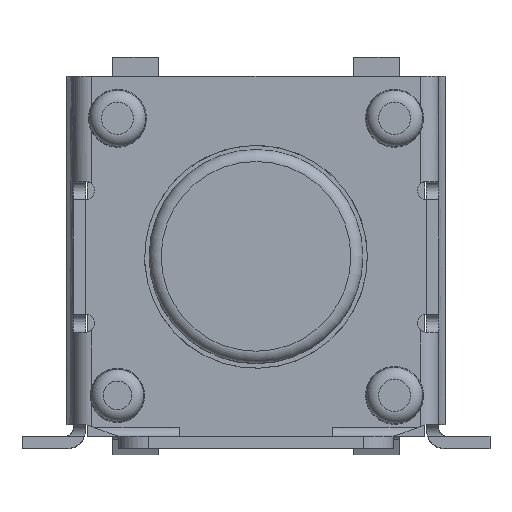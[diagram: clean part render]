
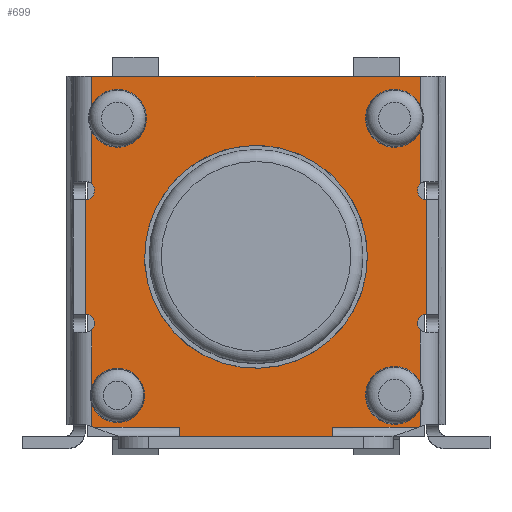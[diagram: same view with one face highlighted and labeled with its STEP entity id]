
A CAD part, top view. The second image highlights one B-rep face of the part: STEP entity #699.
In plain terms, the highlighted planar face has unit normal (0, 0, 1).
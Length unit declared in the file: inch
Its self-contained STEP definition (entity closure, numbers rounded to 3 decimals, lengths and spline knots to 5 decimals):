
#230=CARTESIAN_POINT('',(0.11142,-0.0374,0.1063));
#231=VERTEX_POINT('',#230);
#238=CARTESIAN_POINT('',(0.10748,-0.04771,0.1063));
#239=VERTEX_POINT('',#238);
#240=CARTESIAN_POINT('',(0.11142,-0.04331,0.1063));
#241=DIRECTION('',(0.0,0.0,-1.0));
#242=DIRECTION('',(0.0,1.0,0.0));
#243=AXIS2_PLACEMENT_3D('',#240,#241,#242);
#244=CIRCLE('',#243,0.00591);
#245=EDGE_CURVE('',#239,#231,#244,.T.);
#369=CARTESIAN_POINT('',(-0.10605,-0.11142,0.1063));
#370=VERTEX_POINT('',#369);
#378=CARTESIAN_POINT('',(-0.10748,-0.11089,0.1063));
#379=VERTEX_POINT('',#378);
#380=CARTESIAN_POINT('',(-0.10748,-0.11089,0.1063));
#381=DIRECTION('',(0.939,-0.345,0.0));
#382=VECTOR('',#381,0.00152);
#383=LINE('',#380,#382);
#384=EDGE_CURVE('',#379,#370,#383,.T.);
#446=CARTESIAN_POINT('',(-0.11142,0.0374,0.1063));
#447=VERTEX_POINT('',#446);
#454=CARTESIAN_POINT('',(-0.10748,0.04771,0.1063));
#455=VERTEX_POINT('',#454);
#456=CARTESIAN_POINT('',(-0.11142,0.04331,0.1063));
#457=DIRECTION('',(0.0,0.0,-1.0));
#458=DIRECTION('',(0.0,-1.0,0.0));
#459=AXIS2_PLACEMENT_3D('',#456,#457,#458);
#460=CIRCLE('',#459,0.00591);
#461=EDGE_CURVE('',#455,#447,#460,.T.);
#494=CARTESIAN_POINT('',(-0.12256,-0.13665,0.1063));
#495=DIRECTION('',(0.0,0.0,1.0));
#496=DIRECTION('',(1.0,0.0,0.0));
#497=AXIS2_PLACEMENT_3D('',#494,#495,#496);
#498=PLANE('',#497);
#499=CARTESIAN_POINT('',(0.10748,0.0821,0.1063));
#500=VERTEX_POINT('',#499);
#501=CARTESIAN_POINT('',(0.10748,0.099,0.1063));
#502=VERTEX_POINT('',#501);
#503=CARTESIAN_POINT('',(0.09055,0.09055,0.1063));
#504=DIRECTION('',(0.0,0.0,-1.0));
#505=DIRECTION('',(-1.0,0.0,0.0));
#506=AXIS2_PLACEMENT_3D('',#503,#504,#505);
#507=CIRCLE('',#506,0.01892);
#508=EDGE_CURVE('',#500,#502,#507,.T.);
#509=ORIENTED_EDGE('',*,*,#508,.T.);
#510=CARTESIAN_POINT('',(0.10748,0.11811,0.1063));
#511=VERTEX_POINT('',#510);
#512=CARTESIAN_POINT('',(0.10748,0.11811,0.1063));
#513=DIRECTION('',(0.0,-1.0,0.0));
#514=VECTOR('',#513,0.01911);
#515=LINE('',#512,#514);
#516=EDGE_CURVE('',#511,#502,#515,.T.);
#517=ORIENTED_EDGE('',*,*,#516,.F.);
#518=CARTESIAN_POINT('',(-0.10748,0.11811,0.1063));
#519=VERTEX_POINT('',#518);
#520=CARTESIAN_POINT('',(-0.10748,0.11811,0.1063));
#521=DIRECTION('',(1.0,0.0,0.0));
#522=VECTOR('',#521,0.21496);
#523=LINE('',#520,#522);
#524=EDGE_CURVE('',#519,#511,#523,.T.);
#525=ORIENTED_EDGE('',*,*,#524,.F.);
#526=CARTESIAN_POINT('',(-0.10748,0.099,0.1063));
#527=VERTEX_POINT('',#526);
#528=CARTESIAN_POINT('',(-0.10748,0.099,0.1063));
#529=DIRECTION('',(0.0,1.0,0.0));
#530=VECTOR('',#529,0.01911);
#531=LINE('',#528,#530);
#532=EDGE_CURVE('',#527,#519,#531,.T.);
#533=ORIENTED_EDGE('',*,*,#532,.F.);
#534=CARTESIAN_POINT('',(-0.10748,0.0821,0.1063));
#535=VERTEX_POINT('',#534);
#536=CARTESIAN_POINT('',(-0.09055,0.09055,0.1063));
#537=DIRECTION('',(0.0,0.0,-1.0));
#538=DIRECTION('',(-1.0,0.0,0.0));
#539=AXIS2_PLACEMENT_3D('',#536,#537,#538);
#540=CIRCLE('',#539,0.01892);
#541=EDGE_CURVE('',#527,#535,#540,.T.);
#542=ORIENTED_EDGE('',*,*,#541,.T.);
#543=CARTESIAN_POINT('',(-0.10748,0.04771,0.1063));
#544=DIRECTION('',(0.0,1.0,0.0));
#545=VECTOR('',#544,0.03439);
#546=LINE('',#543,#545);
#547=EDGE_CURVE('',#455,#535,#546,.T.);
#548=ORIENTED_EDGE('',*,*,#547,.F.);
#549=ORIENTED_EDGE('',*,*,#461,.T.);
#550=CARTESIAN_POINT('',(-0.11142,-0.0374,0.1063));
#551=VERTEX_POINT('',#550);
#552=CARTESIAN_POINT('',(-0.11142,0.0374,0.1063));
#553=DIRECTION('',(0.0,-1.0,0.0));
#554=VECTOR('',#553,0.0748);
#555=LINE('',#552,#554);
#556=EDGE_CURVE('',#447,#551,#555,.T.);
#557=ORIENTED_EDGE('',*,*,#556,.T.);
#558=CARTESIAN_POINT('',(-0.10748,-0.04771,0.1063));
#559=VERTEX_POINT('',#558);
#560=CARTESIAN_POINT('',(-0.11142,-0.04331,0.1063));
#561=DIRECTION('',(0.0,0.0,-1.0));
#562=DIRECTION('',(0.0,-1.0,0.0));
#563=AXIS2_PLACEMENT_3D('',#560,#561,#562);
#564=CIRCLE('',#563,0.00591);
#565=EDGE_CURVE('',#551,#559,#564,.T.);
#566=ORIENTED_EDGE('',*,*,#565,.T.);
#567=CARTESIAN_POINT('',(-0.10748,-0.08533,0.1063));
#568=VERTEX_POINT('',#567);
#569=CARTESIAN_POINT('',(-0.10748,-0.08533,0.1063));
#570=DIRECTION('',(0.0,1.0,0.0));
#571=VECTOR('',#570,0.03762);
#572=LINE('',#569,#571);
#573=EDGE_CURVE('',#568,#559,#572,.T.);
#574=ORIENTED_EDGE('',*,*,#573,.F.);
#575=CARTESIAN_POINT('',(-0.10748,-0.09577,0.1063));
#576=VERTEX_POINT('',#575);
#577=CARTESIAN_POINT('',(-0.09055,-0.09055,0.1063));
#578=DIRECTION('',(0.0,0.0,-1.0));
#579=DIRECTION('',(-1.0,0.0,0.0));
#580=AXIS2_PLACEMENT_3D('',#577,#578,#579);
#581=CIRCLE('',#580,0.01772);
#582=EDGE_CURVE('',#568,#576,#581,.T.);
#583=ORIENTED_EDGE('',*,*,#582,.T.);
#584=CARTESIAN_POINT('',(-0.10748,-0.11089,0.1063));
#585=DIRECTION('',(0.0,1.0,0.0));
#586=VECTOR('',#585,0.01512);
#587=LINE('',#584,#586);
#588=EDGE_CURVE('',#379,#576,#587,.T.);
#589=ORIENTED_EDGE('',*,*,#588,.F.);
#590=ORIENTED_EDGE('',*,*,#384,.T.);
#591=CARTESIAN_POINT('',(-0.05,-0.11142,0.1063));
#592=VERTEX_POINT('',#591);
#593=CARTESIAN_POINT('',(-0.05,-0.11142,0.1063));
#594=DIRECTION('',(-1.0,0.0,0.0));
#595=VECTOR('',#594,0.05605);
#596=LINE('',#593,#595);
#597=EDGE_CURVE('',#592,#370,#596,.T.);
#598=ORIENTED_EDGE('',*,*,#597,.F.);
#599=CARTESIAN_POINT('',(-0.05,-0.12452,0.1063));
#600=VERTEX_POINT('',#599);
#601=CARTESIAN_POINT('',(-0.05,-0.11142,0.1063));
#602=DIRECTION('',(0.0,-1.0,0.0));
#603=VECTOR('',#602,0.0131);
#604=LINE('',#601,#603);
#605=EDGE_CURVE('',#592,#600,#604,.T.);
#606=ORIENTED_EDGE('',*,*,#605,.T.);
#607=CARTESIAN_POINT('',(0.05,-0.12452,0.1063));
#608=VERTEX_POINT('',#607);
#609=CARTESIAN_POINT('',(0.05,-0.12452,0.1063));
#610=DIRECTION('',(-1.0,0.0,0.0));
#611=VECTOR('',#610,0.1);
#612=LINE('',#609,#611);
#613=EDGE_CURVE('',#608,#600,#612,.T.);
#614=ORIENTED_EDGE('',*,*,#613,.F.);
#615=CARTESIAN_POINT('',(0.05,-0.11142,0.1063));
#616=VERTEX_POINT('',#615);
#617=CARTESIAN_POINT('',(0.05,-0.12452,0.1063));
#618=DIRECTION('',(0.0,1.0,0.0));
#619=VECTOR('',#618,0.0131);
#620=LINE('',#617,#619);
#621=EDGE_CURVE('',#608,#616,#620,.T.);
#622=ORIENTED_EDGE('',*,*,#621,.T.);
#623=CARTESIAN_POINT('',(0.10605,-0.11142,0.1063));
#624=VERTEX_POINT('',#623);
#625=CARTESIAN_POINT('',(0.10605,-0.11142,0.1063));
#626=DIRECTION('',(-1.0,0.0,0.0));
#627=VECTOR('',#626,0.05605);
#628=LINE('',#625,#627);
#629=EDGE_CURVE('',#624,#616,#628,.T.);
#630=ORIENTED_EDGE('',*,*,#629,.F.);
#631=CARTESIAN_POINT('',(0.10748,-0.11089,0.1063));
#632=VERTEX_POINT('',#631);
#633=CARTESIAN_POINT('',(0.10605,-0.11142,0.1063));
#634=DIRECTION('',(0.939,0.345,0.0));
#635=VECTOR('',#634,0.00152);
#636=LINE('',#633,#635);
#637=EDGE_CURVE('',#624,#632,#636,.T.);
#638=ORIENTED_EDGE('',*,*,#637,.T.);
#639=CARTESIAN_POINT('',(0.10748,-0.099,0.1063));
#640=VERTEX_POINT('',#639);
#641=CARTESIAN_POINT('',(0.10748,-0.099,0.1063));
#642=DIRECTION('',(0.0,-1.0,0.0));
#643=VECTOR('',#642,0.01189);
#644=LINE('',#641,#643);
#645=EDGE_CURVE('',#640,#632,#644,.T.);
#646=ORIENTED_EDGE('',*,*,#645,.F.);
#647=CARTESIAN_POINT('',(0.10748,-0.0821,0.1063));
#648=VERTEX_POINT('',#647);
#649=CARTESIAN_POINT('',(0.09055,-0.09055,0.1063));
#650=DIRECTION('',(0.0,0.0,-1.0));
#651=DIRECTION('',(-1.0,0.0,0.0));
#652=AXIS2_PLACEMENT_3D('',#649,#650,#651);
#653=CIRCLE('',#652,0.01892);
#654=EDGE_CURVE('',#640,#648,#653,.T.);
#655=ORIENTED_EDGE('',*,*,#654,.T.);
#656=CARTESIAN_POINT('',(0.10748,-0.04771,0.1063));
#657=DIRECTION('',(0.0,-1.0,0.0));
#658=VECTOR('',#657,0.03439);
#659=LINE('',#656,#658);
#660=EDGE_CURVE('',#239,#648,#659,.T.);
#661=ORIENTED_EDGE('',*,*,#660,.F.);
#662=ORIENTED_EDGE('',*,*,#245,.T.);
#663=CARTESIAN_POINT('',(0.11142,0.0374,0.1063));
#664=VERTEX_POINT('',#663);
#665=CARTESIAN_POINT('',(0.11142,-0.0374,0.1063));
#666=DIRECTION('',(0.0,1.0,0.0));
#667=VECTOR('',#666,0.0748);
#668=LINE('',#665,#667);
#669=EDGE_CURVE('',#231,#664,#668,.T.);
#670=ORIENTED_EDGE('',*,*,#669,.T.);
#671=CARTESIAN_POINT('',(0.10748,0.04771,0.1063));
#672=VERTEX_POINT('',#671);
#673=CARTESIAN_POINT('',(0.11142,0.04331,0.1063));
#674=DIRECTION('',(0.0,0.0,-1.0));
#675=DIRECTION('',(0.0,1.0,0.0));
#676=AXIS2_PLACEMENT_3D('',#673,#674,#675);
#677=CIRCLE('',#676,0.00591);
#678=EDGE_CURVE('',#664,#672,#677,.T.);
#679=ORIENTED_EDGE('',*,*,#678,.T.);
#680=CARTESIAN_POINT('',(0.10748,0.0821,0.1063));
#681=DIRECTION('',(0.0,-1.0,0.0));
#682=VECTOR('',#681,0.03439);
#683=LINE('',#680,#682);
#684=EDGE_CURVE('',#500,#672,#683,.T.);
#685=ORIENTED_EDGE('',*,*,#684,.F.);
#686=EDGE_LOOP('',(#509,#517,#525,#533,#542,#548,#549,#557,#566,#574,#583,#589,#590,#598,#606,#614,#622,#630,#638,#646,#655,#661,#662,#670,#679,#685));
#687=FACE_OUTER_BOUND('',#686,.T.);
#688=CARTESIAN_POINT('',(0.07283,0.,0.1063));
#689=VERTEX_POINT('',#688);
#690=CARTESIAN_POINT('',(0.0,0.,0.1063));
#691=DIRECTION('',(0.0,0.0,-1.0));
#692=DIRECTION('',(-1.0,0.0,0.0));
#693=AXIS2_PLACEMENT_3D('',#690,#691,#692);
#694=CIRCLE('',#693,0.07283);
#695=EDGE_CURVE('',#689,#689,#694,.T.);
#696=ORIENTED_EDGE('',*,*,#695,.T.);
#697=EDGE_LOOP('',(#696));
#698=FACE_BOUND('',#697,.T.);
#699=ADVANCED_FACE('',(#687,#698),#498,.T.);
